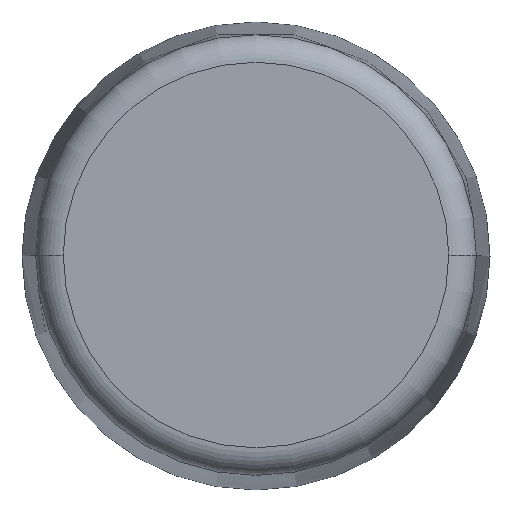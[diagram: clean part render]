
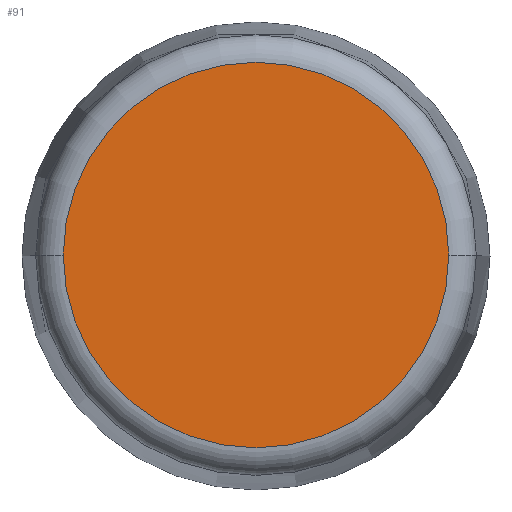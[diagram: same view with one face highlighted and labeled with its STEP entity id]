
A CAD part, top view. The second image highlights one B-rep face of the part: STEP entity #91.
In plain terms, the highlighted planar face has unit normal (0, 0, 1).
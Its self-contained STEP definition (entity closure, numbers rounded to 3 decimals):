
#45 = CARTESIAN_POINT ( 'NONE',  ( 0., 0., 10. ) ) ;
#57 = EDGE_LOOP ( 'NONE', ( #951, #861 ) ) ;
#91 = ADVANCED_FACE ( 'NONE', ( #118 ), #637, .T. ) ;
#118 = FACE_OUTER_BOUND ( 'NONE', #57, .T. ) ;
#155 = DIRECTION ( 'NONE',  ( 0., 0., 1. ) ) ;
#242 = CIRCLE ( 'NONE', #277, 3.501 ) ;
#277 = AXIS2_PLACEMENT_3D ( 'NONE', #636, #155, #1046 ) ;
#396 = VERTEX_POINT ( 'NONE', #968 ) ;
#494 = DIRECTION ( 'NONE',  ( 1., 0., 0. ) ) ;
#531 = DIRECTION ( 'NONE',  ( 0., 0., 1. ) ) ;
#542 = EDGE_CURVE ( 'NONE', #748, #396, #583, .T. ) ;
#583 = CIRCLE ( 'NONE', #973, 3.501 ) ;
#588 = DIRECTION ( 'NONE',  ( 1., 0., 0. ) ) ;
#614 = CARTESIAN_POINT ( 'NONE',  ( -3.501, 0., 10. ) ) ;
#636 = CARTESIAN_POINT ( 'NONE',  ( 0., 0., 10. ) ) ;
#637 = PLANE ( 'NONE',  #1003 ) ;
#702 = CARTESIAN_POINT ( 'NONE',  ( 0., 0., 10. ) ) ;
#748 = VERTEX_POINT ( 'NONE', #614 ) ;
#764 = EDGE_CURVE ( 'NONE', #396, #748, #242, .T. ) ;
#861 = ORIENTED_EDGE ( 'NONE', *, *, #542, .T. ) ;
#919 = DIRECTION ( 'NONE',  ( 0., 0., 1. ) ) ;
#951 = ORIENTED_EDGE ( 'NONE', *, *, #764, .T. ) ;
#968 = CARTESIAN_POINT ( 'NONE',  ( 3.501, 0., 10. ) ) ;
#973 = AXIS2_PLACEMENT_3D ( 'NONE', #702, #919, #494 ) ;
#1003 = AXIS2_PLACEMENT_3D ( 'NONE', #45, #531, #588 ) ;
#1046 = DIRECTION ( 'NONE',  ( 1., 0., 0. ) ) ;
